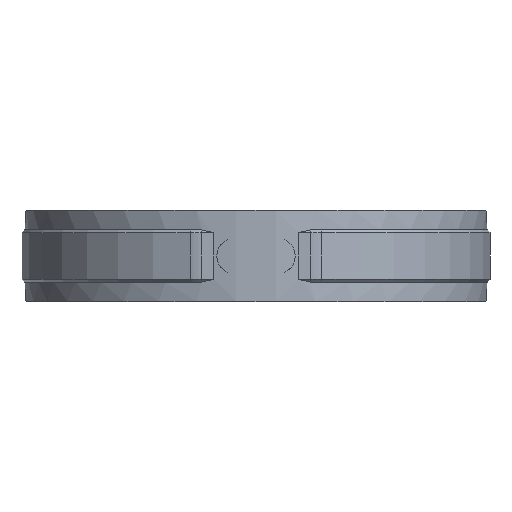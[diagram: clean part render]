
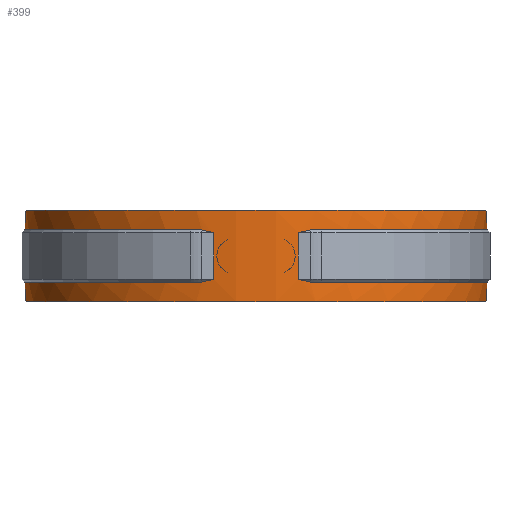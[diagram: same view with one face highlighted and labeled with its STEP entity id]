
A CAD part, front view. The second image highlights one B-rep face of the part: STEP entity #399.
In plain terms, the highlighted cylindrical face has radius 88.5 mm (diameter 177 mm), a partial arc.
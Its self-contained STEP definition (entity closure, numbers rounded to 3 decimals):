
#399 = ADVANCED_FACE( '', ( #662 ), #663, .T. );
#662 = FACE_OUTER_BOUND( '', #1748, .T. );
#663 = CYLINDRICAL_SURFACE( '', #1749, 88.5 );
#1748 = EDGE_LOOP( '', ( #4048, #4049, #4050, #4051, #4052, #4053, #4054, #4055, #4056, #4057, #4058, #4059, #4060, #4061, #4062, #4063 ) );
#1749 = AXIS2_PLACEMENT_3D( '', #4064, #4065, #4066 );
#4048 = ORIENTED_EDGE( '', *, *, #4837, .T. );
#4049 = ORIENTED_EDGE( '', *, *, #4838, .T. );
#4050 = ORIENTED_EDGE( '', *, *, #4839, .T. );
#4051 = ORIENTED_EDGE( '', *, *, #4840, .T. );
#4052 = ORIENTED_EDGE( '', *, *, #4841, .T. );
#4053 = ORIENTED_EDGE( '', *, *, #4842, .F. );
#4054 = ORIENTED_EDGE( '', *, *, #4843, .T. );
#4055 = ORIENTED_EDGE( '', *, *, #4844, .F. );
#4056 = ORIENTED_EDGE( '', *, *, #4845, .F. );
#4057 = ORIENTED_EDGE( '', *, *, #4846, .T. );
#4058 = ORIENTED_EDGE( '', *, *, #4847, .T. );
#4059 = ORIENTED_EDGE( '', *, *, #4848, .F. );
#4060 = ORIENTED_EDGE( '', *, *, #4849, .T. );
#4061 = ORIENTED_EDGE( '', *, *, #4850, .F. );
#4062 = ORIENTED_EDGE( '', *, *, #4851, .F. );
#4063 = ORIENTED_EDGE( '', *, *, #4852, .T. );
#4064 = CARTESIAN_POINT( '', ( 0., 0., -33.5 ) );
#4065 = DIRECTION( '', ( 0., 0., -1. ) );
#4066 = DIRECTION( '', ( 0., 1., 0. ) );
#4837 = EDGE_CURVE( '', #5384, #5385, #5386, .T. );
#4838 = EDGE_CURVE( '', #5385, #5387, #5388, .T. );
#4839 = EDGE_CURVE( '', #5387, #5389, #5390, .T. );
#4840 = EDGE_CURVE( '', #5389, #5391, #5392, .T. );
#4841 = EDGE_CURVE( '', #5391, #5393, #5394, .F. );
#4842 = EDGE_CURVE( '', #5395, #5393, #5396, .T. );
#4843 = EDGE_CURVE( '', #5395, #5397, #5398, .T. );
#4844 = EDGE_CURVE( '', #5399, #5397, #5400, .T. );
#4845 = EDGE_CURVE( '', #5401, #5399, #5402, .T. );
#4846 = EDGE_CURVE( '', #5401, #5403, #5404, .T. );
#4847 = EDGE_CURVE( '', #5403, #5405, #5406, .F. );
#4848 = EDGE_CURVE( '', #5407, #5405, #5408, .T. );
#4849 = EDGE_CURVE( '', #5407, #5409, #5410, .T. );
#4850 = EDGE_CURVE( '', #5411, #5409, #5412, .T. );
#4851 = EDGE_CURVE( '', #5413, #5411, #5414, .T. );
#4852 = EDGE_CURVE( '', #5413, #5384, #5415, .T. );
#5384 = VERTEX_POINT( '', #8200 );
#5385 = VERTEX_POINT( '', #8201 );
#5386 = LINE( '', #8202, #8203 );
#5387 = VERTEX_POINT( '', #8204 );
#5388 = CIRCLE( '', #8205, 88.5 );
#5389 = VERTEX_POINT( '', #8206 );
#5390 = ELLIPSE( '', #8207, 125.158, 88.5 );
#5391 = VERTEX_POINT( '', #8208 );
#5392 = LINE( '', #8209, #8210 );
#5393 = VERTEX_POINT( '', #8211 );
#5394 = ELLIPSE( '', #8212, 125.158, 88.5 );
#5395 = VERTEX_POINT( '', #8213 );
#5396 = CIRCLE( '', #8214, 88.5 );
#5397 = VERTEX_POINT( '', #8215 );
#5398 = LINE( '', #8216, #8217 );
#5399 = VERTEX_POINT( '', #8218 );
#5400 = CIRCLE( '', #8219, 88.5 );
#5401 = VERTEX_POINT( '', #8220 );
#5402 = LINE( '', #8221, #8222 );
#5403 = VERTEX_POINT( '', #8223 );
#5404 = CIRCLE( '', #8224, 88.5 );
#5405 = VERTEX_POINT( '', #8225 );
#5406 = ELLIPSE( '', #8226, 125.158, 88.5 );
#5407 = VERTEX_POINT( '', #8227 );
#5408 = LINE( '', #8228, #8229 );
#5409 = VERTEX_POINT( '', #8230 );
#5410 = ELLIPSE( '', #8231, 125.158, 88.5 );
#5411 = VERTEX_POINT( '', #8232 );
#5412 = CIRCLE( '', #8233, 88.5 );
#5413 = VERTEX_POINT( '', #8234 );
#5414 = LINE( '', #8235, #8236 );
#5415 = CIRCLE( '', #8237, 88.5 );
#8200 = CARTESIAN_POINT( '', ( 8.4, 88.1, -33.5 ) );
#8201 = CARTESIAN_POINT( '', ( 8.4, 88.1, -26. ) );
#8202 = CARTESIAN_POINT( '', ( 8.4, 88.1, -33.5 ) );
#8203 = VECTOR( '', #8905, 1000. );
#8204 = CARTESIAN_POINT( '', ( 20.887, -86., -26. ) );
#8205 = AXIS2_PLACEMENT_3D( '', #8906, #8907, #8908 );
#8206 = CARTESIAN_POINT( '', ( 16.225, -87., -25. ) );
#8207 = AXIS2_PLACEMENT_3D( '', #8909, #8910, #8911 );
#8208 = CARTESIAN_POINT( '', ( 16.225, -87., -7. ) );
#8209 = CARTESIAN_POINT( '', ( 16.225, -87., -26. ) );
#8210 = VECTOR( '', #8912, 1000. );
#8211 = CARTESIAN_POINT( '', ( 20.887, -86., -6. ) );
#8212 = AXIS2_PLACEMENT_3D( '', #8913, #8914, #8915 );
#8213 = CARTESIAN_POINT( '', ( 8.4, 88.1, -6. ) );
#8214 = AXIS2_PLACEMENT_3D( '', #8916, #8917, #8918 );
#8215 = CARTESIAN_POINT( '', ( 8.4, 88.1, 1.5 ) );
#8216 = CARTESIAN_POINT( '', ( 8.4, 88.1, -33.5 ) );
#8217 = VECTOR( '', #8919, 1000. );
#8218 = CARTESIAN_POINT( '', ( -8.4, 88.1, 1.5 ) );
#8219 = AXIS2_PLACEMENT_3D( '', #8920, #8921, #8922 );
#8220 = CARTESIAN_POINT( '', ( -8.4, 88.1, -6. ) );
#8221 = CARTESIAN_POINT( '', ( -8.4, 88.1, -33.5 ) );
#8222 = VECTOR( '', #8923, 1000. );
#8223 = CARTESIAN_POINT( '', ( -20.887, -86., -6. ) );
#8224 = AXIS2_PLACEMENT_3D( '', #8924, #8925, #8926 );
#8225 = CARTESIAN_POINT( '', ( -16.225, -87., -7. ) );
#8226 = AXIS2_PLACEMENT_3D( '', #8927, #8928, #8929 );
#8227 = CARTESIAN_POINT( '', ( -16.225, -87., -25. ) );
#8228 = CARTESIAN_POINT( '', ( -16.225, -87., -26. ) );
#8229 = VECTOR( '', #8930, 1000. );
#8230 = CARTESIAN_POINT( '', ( -20.887, -86., -26. ) );
#8231 = AXIS2_PLACEMENT_3D( '', #8931, #8932, #8933 );
#8232 = CARTESIAN_POINT( '', ( -8.4, 88.1, -26. ) );
#8233 = AXIS2_PLACEMENT_3D( '', #8934, #8935, #8936 );
#8234 = CARTESIAN_POINT( '', ( -8.4, 88.1, -33.5 ) );
#8235 = CARTESIAN_POINT( '', ( -8.4, 88.1, -33.5 ) );
#8236 = VECTOR( '', #8937, 1000. );
#8237 = AXIS2_PLACEMENT_3D( '', #8938, #8939, #8940 );
#8905 = DIRECTION( '', ( 0., 0., 1. ) );
#8906 = CARTESIAN_POINT( '', ( 0., 0., -26. ) );
#8907 = DIRECTION( '', ( 0., 0., -1. ) );
#8908 = DIRECTION( '', ( 1., 0., 0. ) );
#8909 = CARTESIAN_POINT( '', ( 0., 0., -112. ) );
#8910 = DIRECTION( '', ( 0., -0.707, -0.707 ) );
#8911 = DIRECTION( '', ( 0., -0.707, 0.707 ) );
#8912 = DIRECTION( '', ( 0., 0., 1. ) );
#8913 = CARTESIAN_POINT( '', ( 0., 0., 80. ) );
#8914 = DIRECTION( '', ( 0., 0.707, -0.707 ) );
#8915 = DIRECTION( '', ( 0., 0.707, 0.707 ) );
#8916 = CARTESIAN_POINT( '', ( 0., 0., -6. ) );
#8917 = DIRECTION( '', ( 0., 0., -1. ) );
#8918 = DIRECTION( '', ( 1., 0., 0. ) );
#8919 = DIRECTION( '', ( 0., 0., 1. ) );
#8920 = CARTESIAN_POINT( '', ( 0., 0., 1.5 ) );
#8921 = DIRECTION( '', ( 0., 0., 1. ) );
#8922 = DIRECTION( '', ( 1., 0., 0. ) );
#8923 = DIRECTION( '', ( 0., 0., 1. ) );
#8924 = CARTESIAN_POINT( '', ( 0., 0., -6. ) );
#8925 = DIRECTION( '', ( 0., 0., 1. ) );
#8926 = DIRECTION( '', ( 1., 0., 0. ) );
#8927 = CARTESIAN_POINT( '', ( 0., 0., 80. ) );
#8928 = DIRECTION( '', ( 0., 0.707, -0.707 ) );
#8929 = DIRECTION( '', ( 0., 0.707, 0.707 ) );
#8930 = DIRECTION( '', ( 0., 0., 1. ) );
#8931 = CARTESIAN_POINT( '', ( 0., 0., -112. ) );
#8932 = DIRECTION( '', ( 0., -0.707, -0.707 ) );
#8933 = DIRECTION( '', ( 0., -0.707, 0.707 ) );
#8934 = CARTESIAN_POINT( '', ( 0., 0., -26. ) );
#8935 = DIRECTION( '', ( 0., 0., 1. ) );
#8936 = DIRECTION( '', ( 1., 0., 0. ) );
#8937 = DIRECTION( '', ( 0., 0., 1. ) );
#8938 = CARTESIAN_POINT( '', ( 0., 0., -33.5 ) );
#8939 = DIRECTION( '', ( 0., 0., 1. ) );
#8940 = DIRECTION( '', ( 1., 0., 0. ) );
